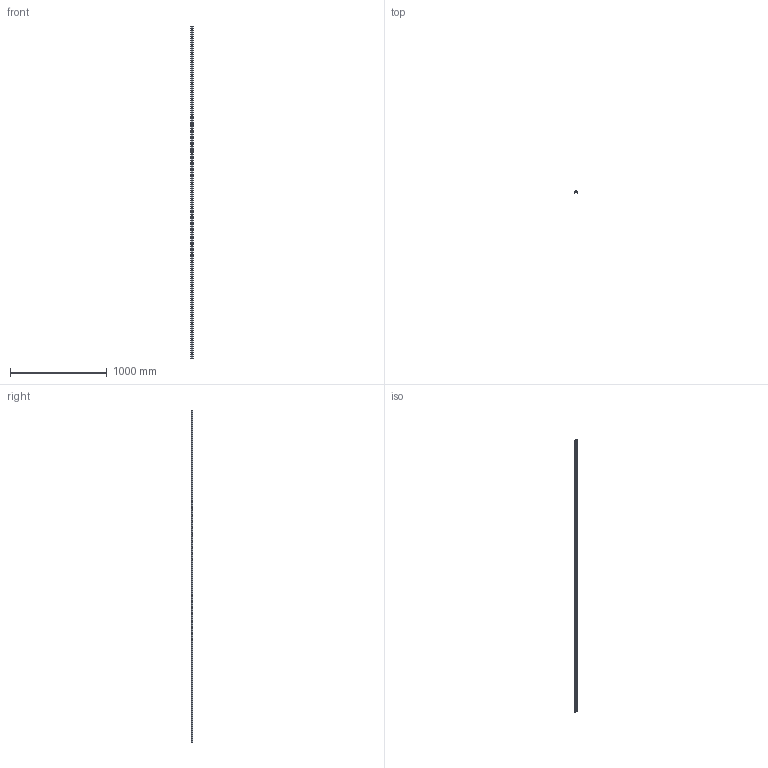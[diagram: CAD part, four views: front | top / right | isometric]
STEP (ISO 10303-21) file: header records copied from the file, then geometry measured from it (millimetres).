
FILE_DESCRIPTION (( 'STEP AP214' ), '1' );
FILE_NAME ('S-LBX 30-3440.STEP', '2023-11-14T11:29:04', ( '' ), ( '' ), 'SwSTEP 2.0', 'SolidWorks 2020', '' );
FILE_SCHEMA (( 'AUTOMOTIVE_DESIGN' ));
Length unit declared in the file: millimetre
Products named in the file (1): S-LBX 30-3440
Bounding box: 29.47 x 15 x 3440 mm (x, y, z)
Volume: 393553.6 mm3; surface area: 334789.5 mm2
Topology: 1 solids, 1 shells, 239 faces, 711 edges, 474 vertices
Faces by surface type: cylinder 139, plane 100
Entity records: 8329 total; most frequent: DIRECTION 1469, CARTESIAN_POINT 1425, ORIENTED_EDGE 1422, EDGE_CURVE 711, AXIS2_PLACEMENT_3D 518, VERTEX_POINT 474, VECTOR 433, LINE 433
